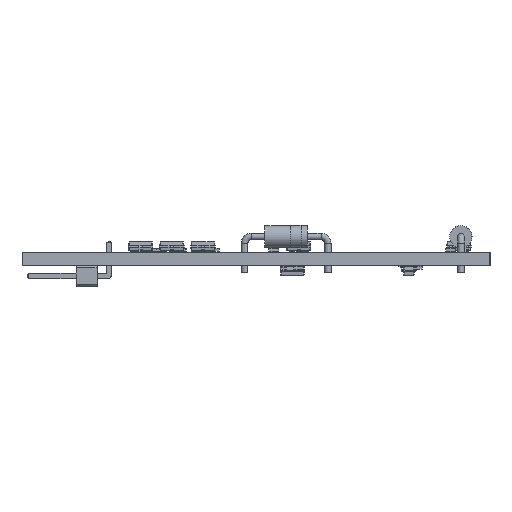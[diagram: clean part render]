
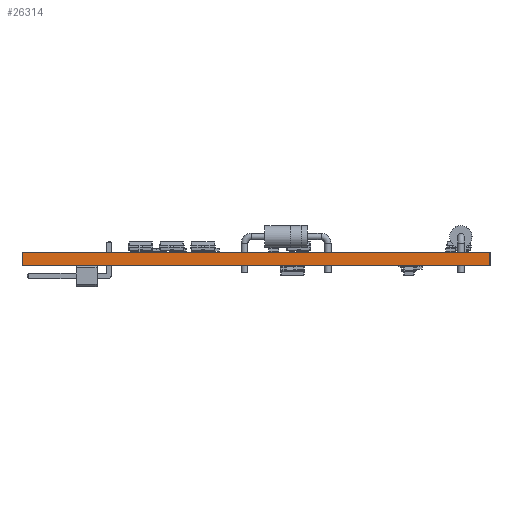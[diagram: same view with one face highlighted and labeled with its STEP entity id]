
A CAD part, left-side view. The second image highlights one B-rep face of the part: STEP entity #26314.
In plain terms, the highlighted planar face has unit normal (-1, 0, 0).
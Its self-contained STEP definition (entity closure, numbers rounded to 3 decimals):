
#26198 = EDGE_CURVE('',#26199,#26201,#26203,.T.);
#26199 = VERTEX_POINT('',#26200);
#26200 = CARTESIAN_POINT('',(-7.62,-0.,0.));
#26201 = VERTEX_POINT('',#26202);
#26202 = CARTESIAN_POINT('',(-7.62,0.,1.6));
#26203 = SURFACE_CURVE('',#26204,(#26208,#26220),.PCURVE_S1.);
#26204 = LINE('',#26205,#26206);
#26205 = CARTESIAN_POINT('',(-7.62,-0.,0.));
#26206 = VECTOR('',#26207,1.);
#26207 = DIRECTION('',(0.,0.,1.));
#26208 = PCURVE('',#26209,#26214);
#26209 = PLANE('',#26210);
#26210 = AXIS2_PLACEMENT_3D('',#26211,#26212,#26213);
#26211 = CARTESIAN_POINT('',(-7.62,0.,0.));
#26212 = DIRECTION('',(0.,1.,0.));
#26213 = DIRECTION('',(1.,0.,0.));
#26214 = DEFINITIONAL_REPRESENTATION('',(#26215),#26219);
#26215 = LINE('',#26216,#26217);
#26216 = CARTESIAN_POINT('',(0.,0.));
#26217 = VECTOR('',#26218,1.);
#26218 = DIRECTION('',(0.,-1.));
#26219 = ( GEOMETRIC_REPRESENTATION_CONTEXT(2) 
PARAMETRIC_REPRESENTATION_CONTEXT() REPRESENTATION_CONTEXT('2D SPACE',''
  ) );
#26220 = PCURVE('',#26221,#26226);
#26221 = PLANE('',#26222);
#26222 = AXIS2_PLACEMENT_3D('',#26223,#26224,#26225);
#26223 = CARTESIAN_POINT('',(-7.62,-57.15,0.));
#26224 = DIRECTION('',(-1.,0.,0.));
#26225 = DIRECTION('',(0.,1.,0.));
#26226 = DEFINITIONAL_REPRESENTATION('',(#26227),#26231);
#26227 = LINE('',#26228,#26229);
#26228 = CARTESIAN_POINT('',(57.15,0.));
#26229 = VECTOR('',#26230,1.);
#26230 = DIRECTION('',(0.,-1.));
#26231 = ( GEOMETRIC_REPRESENTATION_CONTEXT(2) 
PARAMETRIC_REPRESENTATION_CONTEXT() REPRESENTATION_CONTEXT('2D SPACE',''
  ) );
#26249 = PLANE('',#26250);
#26250 = AXIS2_PLACEMENT_3D('',#26251,#26252,#26253);
#26251 = CARTESIAN_POINT('',(29.845,-28.575,1.6));
#26252 = DIRECTION('',(-0.,-0.,-1.));
#26253 = DIRECTION('',(-1.,0.,0.));
#26303 = PLANE('',#26304);
#26304 = AXIS2_PLACEMENT_3D('',#26305,#26306,#26307);
#26305 = CARTESIAN_POINT('',(29.845,-28.575,0.));
#26306 = DIRECTION('',(-0.,-0.,-1.));
#26307 = DIRECTION('',(-1.,0.,0.));
#26314 = ADVANCED_FACE('',(#26315),#26221,.T.);
#26315 = FACE_BOUND('',#26316,.T.);
#26316 = EDGE_LOOP('',(#26317,#26347,#26368,#26369));
#26317 = ORIENTED_EDGE('',*,*,#26318,.T.);
#26318 = EDGE_CURVE('',#26319,#26321,#26323,.T.);
#26319 = VERTEX_POINT('',#26320);
#26320 = CARTESIAN_POINT('',(-7.62,-57.15,0.));
#26321 = VERTEX_POINT('',#26322);
#26322 = CARTESIAN_POINT('',(-7.62,-57.15,1.6));
#26323 = SURFACE_CURVE('',#26324,(#26328,#26335),.PCURVE_S1.);
#26324 = LINE('',#26325,#26326);
#26325 = CARTESIAN_POINT('',(-7.62,-57.15,0.));
#26326 = VECTOR('',#26327,1.);
#26327 = DIRECTION('',(0.,0.,1.));
#26328 = PCURVE('',#26221,#26329);
#26329 = DEFINITIONAL_REPRESENTATION('',(#26330),#26334);
#26330 = LINE('',#26331,#26332);
#26331 = CARTESIAN_POINT('',(0.,0.));
#26332 = VECTOR('',#26333,1.);
#26333 = DIRECTION('',(0.,-1.));
#26334 = ( GEOMETRIC_REPRESENTATION_CONTEXT(2) 
PARAMETRIC_REPRESENTATION_CONTEXT() REPRESENTATION_CONTEXT('2D SPACE',''
  ) );
#26335 = PCURVE('',#26336,#26341);
#26336 = PLANE('',#26337);
#26337 = AXIS2_PLACEMENT_3D('',#26338,#26339,#26340);
#26338 = CARTESIAN_POINT('',(67.31,-57.15,0.));
#26339 = DIRECTION('',(0.,-1.,0.));
#26340 = DIRECTION('',(-1.,0.,0.));
#26341 = DEFINITIONAL_REPRESENTATION('',(#26342),#26346);
#26342 = LINE('',#26343,#26344);
#26343 = CARTESIAN_POINT('',(74.93,0.));
#26344 = VECTOR('',#26345,1.);
#26345 = DIRECTION('',(0.,-1.));
#26346 = ( GEOMETRIC_REPRESENTATION_CONTEXT(2) 
PARAMETRIC_REPRESENTATION_CONTEXT() REPRESENTATION_CONTEXT('2D SPACE',''
  ) );
#26347 = ORIENTED_EDGE('',*,*,#26348,.T.);
#26348 = EDGE_CURVE('',#26321,#26201,#26349,.T.);
#26349 = SURFACE_CURVE('',#26350,(#26354,#26361),.PCURVE_S1.);
#26350 = LINE('',#26351,#26352);
#26351 = CARTESIAN_POINT('',(-7.62,-57.15,1.6));
#26352 = VECTOR('',#26353,1.);
#26353 = DIRECTION('',(0.,1.,0.));
#26354 = PCURVE('',#26221,#26355);
#26355 = DEFINITIONAL_REPRESENTATION('',(#26356),#26360);
#26356 = LINE('',#26357,#26358);
#26357 = CARTESIAN_POINT('',(0.,-1.6));
#26358 = VECTOR('',#26359,1.);
#26359 = DIRECTION('',(1.,0.));
#26360 = ( GEOMETRIC_REPRESENTATION_CONTEXT(2) 
PARAMETRIC_REPRESENTATION_CONTEXT() REPRESENTATION_CONTEXT('2D SPACE',''
  ) );
#26361 = PCURVE('',#26249,#26362);
#26362 = DEFINITIONAL_REPRESENTATION('',(#26363),#26367);
#26363 = LINE('',#26364,#26365);
#26364 = CARTESIAN_POINT('',(37.465,-28.575));
#26365 = VECTOR('',#26366,1.);
#26366 = DIRECTION('',(0.,1.));
#26367 = ( GEOMETRIC_REPRESENTATION_CONTEXT(2) 
PARAMETRIC_REPRESENTATION_CONTEXT() REPRESENTATION_CONTEXT('2D SPACE',''
  ) );
#26368 = ORIENTED_EDGE('',*,*,#26198,.F.);
#26369 = ORIENTED_EDGE('',*,*,#26370,.F.);
#26370 = EDGE_CURVE('',#26319,#26199,#26371,.T.);
#26371 = SURFACE_CURVE('',#26372,(#26376,#26383),.PCURVE_S1.);
#26372 = LINE('',#26373,#26374);
#26373 = CARTESIAN_POINT('',(-7.62,-57.15,0.));
#26374 = VECTOR('',#26375,1.);
#26375 = DIRECTION('',(0.,1.,0.));
#26376 = PCURVE('',#26221,#26377);
#26377 = DEFINITIONAL_REPRESENTATION('',(#26378),#26382);
#26378 = LINE('',#26379,#26380);
#26379 = CARTESIAN_POINT('',(0.,0.));
#26380 = VECTOR('',#26381,1.);
#26381 = DIRECTION('',(1.,0.));
#26382 = ( GEOMETRIC_REPRESENTATION_CONTEXT(2) 
PARAMETRIC_REPRESENTATION_CONTEXT() REPRESENTATION_CONTEXT('2D SPACE',''
  ) );
#26383 = PCURVE('',#26303,#26384);
#26384 = DEFINITIONAL_REPRESENTATION('',(#26385),#26389);
#26385 = LINE('',#26386,#26387);
#26386 = CARTESIAN_POINT('',(37.465,-28.575));
#26387 = VECTOR('',#26388,1.);
#26388 = DIRECTION('',(0.,1.));
#26389 = ( GEOMETRIC_REPRESENTATION_CONTEXT(2) 
PARAMETRIC_REPRESENTATION_CONTEXT() REPRESENTATION_CONTEXT('2D SPACE',''
  ) );
